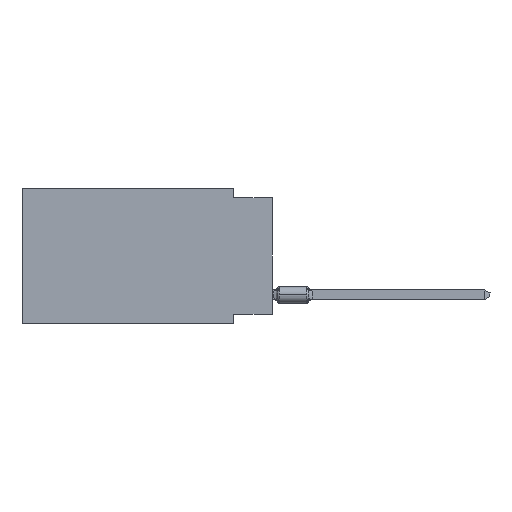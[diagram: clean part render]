
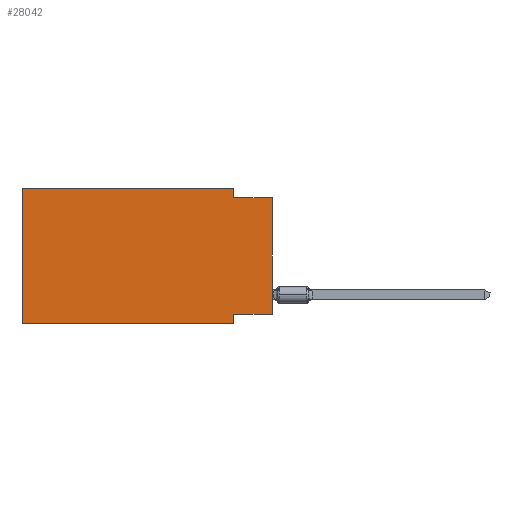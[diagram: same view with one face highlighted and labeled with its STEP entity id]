
A CAD part, left-side view. The second image highlights one B-rep face of the part: STEP entity #28042.
In plain terms, the highlighted planar face has unit normal (-1, 0, 0).
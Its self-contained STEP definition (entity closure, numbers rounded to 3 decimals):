
#175 = VERTEX_POINT ( 'NONE', #2844 ) ;
#1634 = EDGE_CURVE ( 'NONE', #29437, #31787, #2762, .T. ) ;
#2762 = LINE ( 'NONE', #11183, #7770 ) ;
#2844 = CARTESIAN_POINT ( 'NONE',  ( 0., 2.54, 0. ) ) ;
#3078 = ORIENTED_EDGE ( 'NONE', *, *, #33646, .F. ) ;
#3786 = CARTESIAN_POINT ( 'NONE',  ( 0., 2.54, -8.255 ) ) ;
#4512 = DIRECTION ( 'NONE',  ( 1., 0., 0. ) ) ;
#4717 = CARTESIAN_POINT ( 'NONE',  ( 0., 0., -0.635 ) ) ;
#4733 = VECTOR ( 'NONE', #23666, 1000. ) ;
#4878 = DIRECTION ( 'NONE',  ( 0., 0., -1. ) ) ;
#5631 = VECTOR ( 'NONE', #19238, 1000. ) ;
#6472 = CARTESIAN_POINT ( 'NONE',  ( 0., 0., -8.255 ) ) ;
#6756 = LINE ( 'NONE', #26801, #25060 ) ;
#6911 = PLANE ( 'NONE',  #27489 ) ;
#6934 = LINE ( 'NONE', #35178, #34367 ) ;
#7743 = CARTESIAN_POINT ( 'NONE',  ( 0., 16.383, -8.89 ) ) ;
#7770 = VECTOR ( 'NONE', #19559, 1000. ) ;
#7953 = CARTESIAN_POINT ( 'NONE',  ( 0., 16.383, 0. ) ) ;
#8442 = VERTEX_POINT ( 'NONE', #11081 ) ;
#10241 = VECTOR ( 'NONE', #13118, 1000. ) ;
#10303 = VECTOR ( 'NONE', #25251, 1000. ) ;
#10347 = LINE ( 'NONE', #7953, #19780 ) ;
#10883 = DIRECTION ( 'NONE',  ( 0., 0., 1. ) ) ;
#10988 = VERTEX_POINT ( 'NONE', #24734 ) ;
#11081 = CARTESIAN_POINT ( 'NONE',  ( 0., 2.54, -0.635 ) ) ;
#11183 = CARTESIAN_POINT ( 'NONE',  ( 0., 0., 0. ) ) ;
#12782 = ORIENTED_EDGE ( 'NONE', *, *, #20395, .F. ) ;
#13118 = DIRECTION ( 'NONE',  ( 0., -1., 0. ) ) ;
#14192 = ORIENTED_EDGE ( 'NONE', *, *, #34318, .F. ) ;
#15008 = ORIENTED_EDGE ( 'NONE', *, *, #29596, .F. ) ;
#15334 = CARTESIAN_POINT ( 'NONE',  ( 0., 16.383, -8.89 ) ) ;
#15335 = EDGE_CURVE ( 'NONE', #20304, #10988, #32725, .T. ) ;
#16523 = VERTEX_POINT ( 'NONE', #20806 ) ;
#17534 = CARTESIAN_POINT ( 'NONE',  ( 0., 0., -0.635 ) ) ;
#18074 = DIRECTION ( 'NONE',  ( 0., 1., 0. ) ) ;
#19045 = LINE ( 'NONE', #33067, #10303 ) ;
#19238 = DIRECTION ( 'NONE',  ( 0., -1., 0. ) ) ;
#19559 = DIRECTION ( 'NONE',  ( 0., 0., 1. ) ) ;
#19780 = VECTOR ( 'NONE', #10883, 1000. ) ;
#20304 = VERTEX_POINT ( 'NONE', #15334 ) ;
#20395 = EDGE_CURVE ( 'NONE', #8442, #31787, #29711, .T. ) ;
#20806 = CARTESIAN_POINT ( 'NONE',  ( 0., 16.383, 0. ) ) ;
#22956 = ORIENTED_EDGE ( 'NONE', *, *, #34377, .F. ) ;
#23666 = DIRECTION ( 'NONE',  ( 0., 0., -1. ) ) ;
#24670 = EDGE_LOOP ( 'NONE', ( #34287, #12782, #15008, #14192, #3078, #26475, #30159, #22956 ) ) ;
#24734 = CARTESIAN_POINT ( 'NONE',  ( 0., 2.54, -8.89 ) ) ;
#25060 = VECTOR ( 'NONE', #32277, 1000. ) ;
#25194 = LINE ( 'NONE', #33926, #4733 ) ;
#25251 = DIRECTION ( 'NONE',  ( 0., 0., -1. ) ) ;
#25439 = VERTEX_POINT ( 'NONE', #3786 ) ;
#26475 = ORIENTED_EDGE ( 'NONE', *, *, #15335, .T. ) ;
#26801 = CARTESIAN_POINT ( 'NONE',  ( 0., 16.383, 0. ) ) ;
#27489 = AXIS2_PLACEMENT_3D ( 'NONE', #29879, #4512, #4878 ) ;
#28042 = ADVANCED_FACE ( 'NONE', ( #29509 ), #6911, .F. ) ;
#29437 = VERTEX_POINT ( 'NONE', #6472 ) ;
#29509 = FACE_OUTER_BOUND ( 'NONE', #24670, .T. ) ;
#29596 = EDGE_CURVE ( 'NONE', #175, #8442, #25194, .T. ) ;
#29711 = LINE ( 'NONE', #4717, #10241 ) ;
#29879 = CARTESIAN_POINT ( 'NONE',  ( 0., 16.383, 0. ) ) ;
#30159 = ORIENTED_EDGE ( 'NONE', *, *, #30224, .F. ) ;
#30224 = EDGE_CURVE ( 'NONE', #25439, #10988, #19045, .T. ) ;
#31787 = VERTEX_POINT ( 'NONE', #17534 ) ;
#32277 = DIRECTION ( 'NONE',  ( 0., -1., 0. ) ) ;
#32725 = LINE ( 'NONE', #7743, #5631 ) ;
#33067 = CARTESIAN_POINT ( 'NONE',  ( 0., 2.54, -8.89 ) ) ;
#33646 = EDGE_CURVE ( 'NONE', #20304, #16523, #10347, .T. ) ;
#33926 = CARTESIAN_POINT ( 'NONE',  ( 0., 2.54, 0. ) ) ;
#34287 = ORIENTED_EDGE ( 'NONE', *, *, #1634, .T. ) ;
#34318 = EDGE_CURVE ( 'NONE', #16523, #175, #6756, .T. ) ;
#34367 = VECTOR ( 'NONE', #18074, 1000. ) ;
#34377 = EDGE_CURVE ( 'NONE', #29437, #25439, #6934, .T. ) ;
#35178 = CARTESIAN_POINT ( 'NONE',  ( 0., 0., -8.255 ) ) ;
